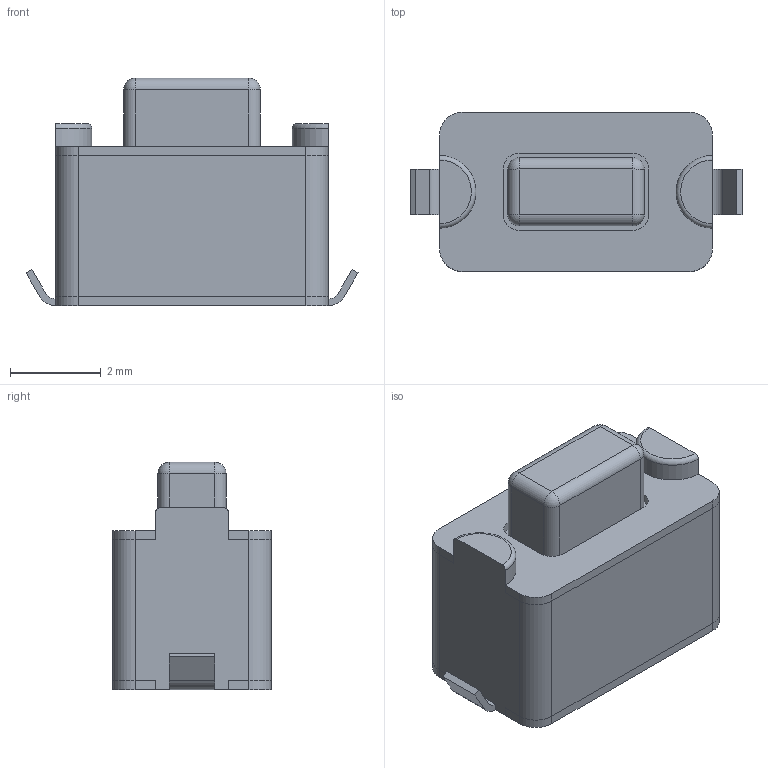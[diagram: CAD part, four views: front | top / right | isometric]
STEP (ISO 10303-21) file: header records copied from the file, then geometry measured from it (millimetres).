
FILE_DESCRIPTION( ( 'Unknown' ), '1' );
FILE_NAME( '434133xxx8x6.stp', 'Unknown', ( 'Unknown' ), ( 'Unknown' ), 'XStep 1.0', 'Unknown', ' ' );
FILE_SCHEMA( ( 'automotive_design' ) );
Length unit declared in the file: millimetre
Products named in the file (5): Assem1; Frame; Cover; pins
Bounding box: 7.3 x 3.5 x 5 mm (x, y, z)
Surface area: 330.5 mm2
Topology: 8 solids, 8 shells, 176 faces, 452 edges, 288 vertices
Faces by surface type: plane 108, cylinder 56, sphere 8, torus 4
Entity records: 3090 total; most frequent: DIRECTION 470, CARTESIAN_POINT 459, ORIENTED_EDGE 444, EDGE_CURVE 222, LINE 160, VECTOR 160, AXIS2_PLACEMENT_3D 155, VERTEX_POINT 144
